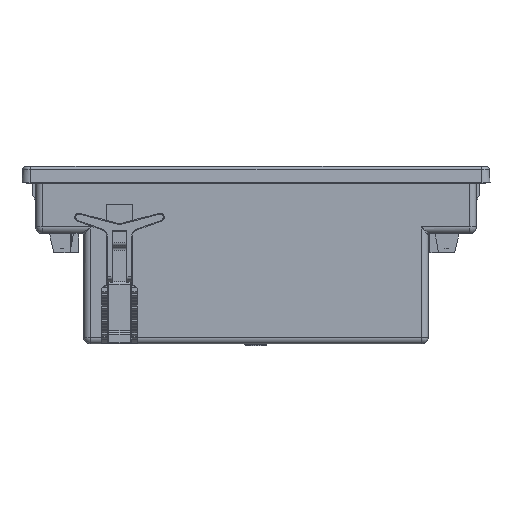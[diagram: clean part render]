
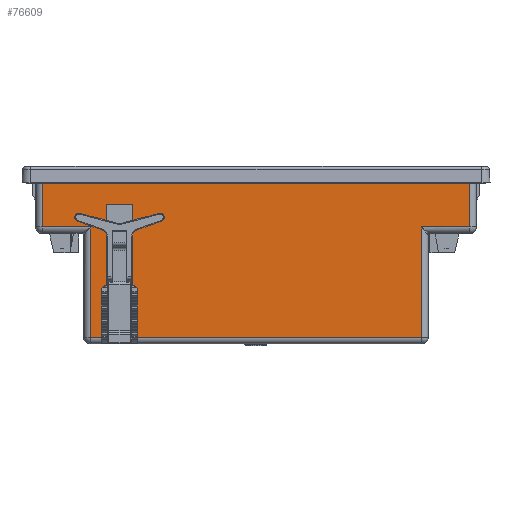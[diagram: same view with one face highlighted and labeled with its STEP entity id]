
A CAD part, left-side view. The second image highlights one B-rep face of the part: STEP entity #76609.
In plain terms, the highlighted planar face has unit normal (-1, 0, 0).
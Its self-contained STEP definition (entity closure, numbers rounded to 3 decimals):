
#5230=DIRECTION('',(0.,0.,1.));
#5231=VECTOR('',#5230,13.5);
#5232=CARTESIAN_POINT('',(-68.8,-65.8,-15.75));
#5233=LINE('',#5232,#5231);
#5237=DIRECTION('',(0.,1.,0.));
#5238=VECTOR('',#5237,14.8);
#5239=CARTESIAN_POINT('',(-68.8,-65.8,-15.75));
#5240=LINE('',#5239,#5238);
#5259=CARTESIAN_POINT('',(-68.8,-51.,-15.75));
#13795=DIRECTION('',(0.,1.,0.));
#13796=VECTOR('',#13795,3.5);
#13797=CARTESIAN_POINT('',(-68.8,47.5,-49.75));
#13798=LINE('',#13797,#13796);
#13840=DIRECTION('',(0.,0.,1.));
#13841=VECTOR('',#13840,34.);
#13842=CARTESIAN_POINT('',(-68.8,51.,-49.75));
#13843=LINE('',#13842,#13841);
#13912=CARTESIAN_POINT('',(-68.8,51.,-15.75));
#13995=DIRECTION('',(0.,1.,0.));
#13996=VECTOR('',#13995,14.8);
#13997=CARTESIAN_POINT('',(-68.8,51.,-15.75));
#13998=LINE('',#13997,#13996);
#14002=DIRECTION('',(0.,0.,1.));
#14003=VECTOR('',#14002,13.5);
#14004=CARTESIAN_POINT('',(-68.8,65.8,-15.75));
#14005=LINE('',#14004,#14003);
#14024=DIRECTION('',(0.,1.,0.));
#14025=VECTOR('',#14024,131.6);
#14026=CARTESIAN_POINT('',(-68.8,-65.8,-2.25));
#14027=LINE('',#14026,#14025);
#14031=DIRECTION('',(0.,0.,1.));
#14032=VECTOR('',#14031,15.);
#14033=CARTESIAN_POINT('',(-68.8,36.5,-49.75));
#14034=LINE('',#14033,#14032);
#14038=DIRECTION('',(0.,0.707,0.707));
#14039=VECTOR('',#14038,1.909);
#14040=CARTESIAN_POINT('',(-68.8,36.5,-34.75));
#14041=LINE('',#14040,#14039);
#14045=DIRECTION('',(0.,0.,1.));
#14046=VECTOR('',#14045,24.65);
#14047=CARTESIAN_POINT('',(-68.8,37.85,-33.4));
#14048=LINE('',#14047,#14046);
#14052=DIRECTION('',(0.,1.,0.));
#14053=VECTOR('',#14052,8.3);
#14054=CARTESIAN_POINT('',(-68.8,37.85,-8.75));
#14055=LINE('',#14054,#14053);
#14059=DIRECTION('',(0.,0.,-1.));
#14060=VECTOR('',#14059,24.65);
#14061=CARTESIAN_POINT('',(-68.8,46.15,-8.75));
#14062=LINE('',#14061,#14060);
#14066=DIRECTION('',(0.,0.707,-0.707));
#14067=VECTOR('',#14066,1.909);
#14068=CARTESIAN_POINT('',(-68.8,46.15,-33.4));
#14069=LINE('',#14068,#14067);
#14073=DIRECTION('',(0.,0.,1.));
#14074=VECTOR('',#14073,15.);
#14075=CARTESIAN_POINT('',(-68.8,47.5,-49.75));
#14076=LINE('',#14075,#14074);
#14080=CARTESIAN_POINT('',(-68.8,54.5,-12.75));
#14081=DIRECTION('',(-1.,0.,0.));
#14082=DIRECTION('',(0.,-1.,0.));
#14083=AXIS2_PLACEMENT_3D('',#14080,#14081,#14082);
#14088=CARTESIAN_POINT('',(-68.8,54.5,-12.75));
#14089=DIRECTION('',(-1.,0.,0.));
#14090=DIRECTION('',(0.,1.,0.));
#14091=AXIS2_PLACEMENT_3D('',#14088,#14089,#14090);
#14096=CARTESIAN_POINT('',(-68.8,29.5,-12.75));
#14097=DIRECTION('',(1.,0.,0.));
#14098=DIRECTION('',(0.,-1.,0.));
#14099=AXIS2_PLACEMENT_3D('',#14096,#14097,#14098);
#14104=CARTESIAN_POINT('',(-68.8,29.5,-12.75));
#14105=DIRECTION('',(1.,0.,0.));
#14106=DIRECTION('',(0.,1.,0.));
#14107=AXIS2_PLACEMENT_3D('',#14104,#14105,#14106);
#14127=DIRECTION('',(0.,0.,1.));
#14128=VECTOR('',#14127,34.);
#14129=CARTESIAN_POINT('',(-68.8,-51.,-49.75));
#14130=LINE('',#14129,#14128);
#17685=DIRECTION('',(0.,1.,0.));
#17686=VECTOR('',#17685,87.5);
#17687=CARTESIAN_POINT('',(-68.8,-51.,-49.75));
#17688=LINE('',#17687,#17686);
#56086=CARTESIAN_POINT('',(-68.8,36.5,-34.75));
#56087=CARTESIAN_POINT('',(-68.8,37.85,-33.4));
#56088=VERTEX_POINT('',#56086);
#56089=VERTEX_POINT('',#56087);
#56090=CARTESIAN_POINT('',(-68.8,37.85,-8.75));
#56091=VERTEX_POINT('',#56090);
#56092=CARTESIAN_POINT('',(-68.8,46.15,-8.75));
#56093=VERTEX_POINT('',#56092);
#56094=CARTESIAN_POINT('',(-68.8,46.15,-33.4));
#56095=VERTEX_POINT('',#56094);
#56096=CARTESIAN_POINT('',(-68.8,47.5,-34.75));
#56097=VERTEX_POINT('',#56096);
#56462=CARTESIAN_POINT('',(-68.8,-51.,-49.75));
#56463=CARTESIAN_POINT('',(-68.8,36.5,-49.75));
#56464=VERTEX_POINT('',#56462);
#56465=VERTEX_POINT('',#56463);
#56482=CARTESIAN_POINT('',(-68.8,47.5,-49.75));
#56483=CARTESIAN_POINT('',(-68.8,51.,-49.75));
#56484=VERTEX_POINT('',#56482);
#56485=VERTEX_POINT('',#56483);
#56509=CARTESIAN_POINT('',(-68.8,-65.8,-15.75));
#56511=VERTEX_POINT('',#56509);
#56685=VERTEX_POINT('',#13912);
#56720=VERTEX_POINT('',#5259);
#56725=CARTESIAN_POINT('',(-68.8,65.8,-15.75));
#56726=VERTEX_POINT('',#56725);
#56933=CARTESIAN_POINT('',(-68.8,-65.8,-2.25));
#56934=CARTESIAN_POINT('',(-68.8,65.8,-2.25));
#56935=VERTEX_POINT('',#56933);
#56936=VERTEX_POINT('',#56934);
#62124=CARTESIAN_POINT('',(-68.8,53.514,-12.75));
#62125=CARTESIAN_POINT('',(-68.8,55.486,-12.75));
#62126=VERTEX_POINT('',#62124);
#62127=VERTEX_POINT('',#62125);
#62128=CARTESIAN_POINT('',(-68.8,28.514,-12.75));
#62129=CARTESIAN_POINT('',(-68.8,30.486,-12.75));
#62130=VERTEX_POINT('',#62128);
#62131=VERTEX_POINT('',#62129);
#76567=CARTESIAN_POINT('',(-68.8,-53.,-1.75));
#76568=DIRECTION('',(-1.,0.,0.));
#76569=DIRECTION('',(0.,1.,0.));
#76570=AXIS2_PLACEMENT_3D('',#76567,#76568,#76569);
#76571=PLANE('',#76570);
#76572=ORIENTED_EDGE('',*,*,#66697,.F.);
#76573=ORIENTED_EDGE('',*,*,#66754,.F.);
#76574=ORIENTED_EDGE('',*,*,#66803,.T.);
#76576=ORIENTED_EDGE('',*,*,#76575,.F.);
#76578=ORIENTED_EDGE('',*,*,#76577,.T.);
#76579=ORIENTED_EDGE('',*,*,#76102,.T.);
#76581=ORIENTED_EDGE('',*,*,#76580,.T.);
#76583=ORIENTED_EDGE('',*,*,#76582,.T.);
#76585=ORIENTED_EDGE('',*,*,#76584,.T.);
#76587=ORIENTED_EDGE('',*,*,#76586,.T.);
#76589=ORIENTED_EDGE('',*,*,#76588,.T.);
#76590=ORIENTED_EDGE('',*,*,#76193,.F.);
#76591=ORIENTED_EDGE('',*,*,#76294,.T.);
#76592=ORIENTED_EDGE('',*,*,#76368,.T.);
#76593=ORIENTED_EDGE('',*,*,#76500,.T.);
#76594=ORIENTED_EDGE('',*,*,#76547,.T.);
#76595=EDGE_LOOP('',(#76572,#76573,#76574,#76576,#76578,#76579,#76581,#76583,
#76585,#76587,#76589,#76590,#76591,#76592,#76593,#76594));
#76596=FACE_OUTER_BOUND('',#76595,.F.);
#76598=ORIENTED_EDGE('',*,*,#76597,.T.);
#76600=ORIENTED_EDGE('',*,*,#76599,.T.);
#76601=EDGE_LOOP('',(#76598,#76600));
#76602=FACE_BOUND('',#76601,.F.);
#76604=ORIENTED_EDGE('',*,*,#76603,.F.);
#76606=ORIENTED_EDGE('',*,*,#76605,.F.);
#76607=EDGE_LOOP('',(#76604,#76606));
#76608=FACE_BOUND('',#76607,.F.);
#14084=CIRCLE('',#14083,0.986);
#14092=CIRCLE('',#14091,0.986);
#14100=CIRCLE('',#14099,0.986);
#14108=CIRCLE('',#14107,0.986);
#66697=EDGE_CURVE('',#56935,#56936,#14027,.T.);
#66754=EDGE_CURVE('',#56511,#56935,#5233,.T.);
#66803=EDGE_CURVE('',#56511,#56720,#5240,.T.);
#76102=EDGE_CURVE('',#56465,#56088,#14034,.T.);
#76193=EDGE_CURVE('',#56484,#56097,#14076,.T.);
#76294=EDGE_CURVE('',#56484,#56485,#13798,.T.);
#76368=EDGE_CURVE('',#56485,#56685,#13843,.T.);
#76500=EDGE_CURVE('',#56685,#56726,#13998,.T.);
#76547=EDGE_CURVE('',#56726,#56936,#14005,.T.);
#76575=EDGE_CURVE('',#56464,#56720,#14130,.T.);
#76577=EDGE_CURVE('',#56464,#56465,#17688,.T.);
#76580=EDGE_CURVE('',#56088,#56089,#14041,.T.);
#76582=EDGE_CURVE('',#56089,#56091,#14048,.T.);
#76584=EDGE_CURVE('',#56091,#56093,#14055,.T.);
#76586=EDGE_CURVE('',#56093,#56095,#14062,.T.);
#76588=EDGE_CURVE('',#56095,#56097,#14069,.T.);
#76597=EDGE_CURVE('',#62126,#62127,#14084,.T.);
#76599=EDGE_CURVE('',#62127,#62126,#14092,.T.);
#76603=EDGE_CURVE('',#62130,#62131,#14100,.T.);
#76605=EDGE_CURVE('',#62131,#62130,#14108,.T.);
#76609=ADVANCED_FACE('',(#76596,#76602,#76608),#76571,.T.);
